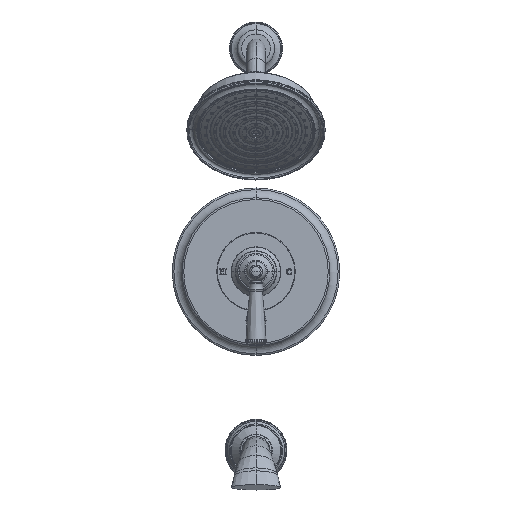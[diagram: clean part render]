
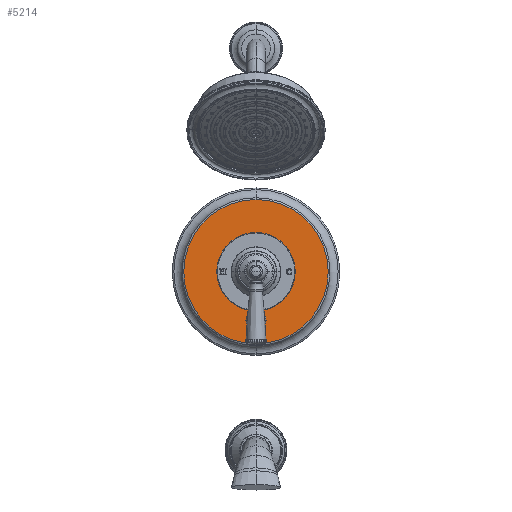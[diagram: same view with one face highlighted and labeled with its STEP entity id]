
A CAD part, top view. The second image highlights one B-rep face of the part: STEP entity #5214.
In plain terms, the highlighted planar face has unit normal (0, 0, 1).
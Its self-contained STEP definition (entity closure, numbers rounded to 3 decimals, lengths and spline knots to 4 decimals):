
#1563=CARTESIAN_POINT('',(0.,0.,0.625));
#1564=DIRECTION('',(0.,0.,1.));
#1565=DIRECTION('',(0.,-1.,0.));
#1566=AXIS2_PLACEMENT_3D('',#1563,#1564,#1565);
#1578=CARTESIAN_POINT('',(0.,0.,0.625));
#1579=DIRECTION('',(0.,0.,1.));
#1580=DIRECTION('',(0.,1.,0.));
#1581=AXIS2_PLACEMENT_3D('',#1578,#1579,#1580);
#1583=CARTESIAN_POINT('',(0.,0.,0.625));
#1584=DIRECTION('',(0.,0.,-1.));
#1585=DIRECTION('',(0.,1.,0.));
#1586=AXIS2_PLACEMENT_3D('',#1583,#1584,#1585);
#1588=CARTESIAN_POINT('',(0.,-2.17,0.625));
#1589=DIRECTION('',(0.,0.,1.));
#1590=DIRECTION('',(-1.,0.,0.));
#1591=AXIS2_PLACEMENT_3D('',#1588,#1589,#1590);
#1593=CARTESIAN_POINT('',(0.,-2.17,0.625));
#1594=DIRECTION('',(0.,0.,1.));
#1595=DIRECTION('',(1.,0.,0.));
#1596=AXIS2_PLACEMENT_3D('',#1593,#1594,#1595);
#1676=CARTESIAN_POINT('',(0.,0.,0.625));
#1677=DIRECTION('',(0.,0.,1.));
#1678=DIRECTION('',(0.,1.,0.));
#1679=AXIS2_PLACEMENT_3D('',#1676,#1677,#1678);
#3348=CARTESIAN_POINT('',(0.,3.233,0.625));
#3349=VERTEX_POINT('',#3348);
#3356=CARTESIAN_POINT('',(0.,-3.233,0.625));
#3357=VERTEX_POINT('',#3356);
#3358=CARTESIAN_POINT('',(0.,-1.757,0.625));
#3359=CARTESIAN_POINT('',(0.,1.757,0.625));
#3360=VERTEX_POINT('',#3358);
#3361=VERTEX_POINT('',#3359);
#3700=CARTESIAN_POINT('',(-0.236,-2.17,0.625));
#3701=CARTESIAN_POINT('',(0.236,-2.17,0.625));
#3702=VERTEX_POINT('',#3700);
#3703=VERTEX_POINT('',#3701);
#5192=CARTESIAN_POINT('',(0.,0.,0.625));
#5193=DIRECTION('',(0.,0.,-1.));
#5194=DIRECTION('',(0.,-1.,0.));
#5195=AXIS2_PLACEMENT_3D('',#5192,#5193,#5194);
#5196=PLANE('',#5195);
#5198=ORIENTED_EDGE('',*,*,#5197,.F.);
#5200=ORIENTED_EDGE('',*,*,#5199,.T.);
#5201=EDGE_LOOP('',(#5198,#5200));
#5202=FACE_OUTER_BOUND('',#5201,.F.);
#5203=ORIENTED_EDGE('',*,*,#5182,.T.);
#5205=ORIENTED_EDGE('',*,*,#5204,.T.);
#5206=EDGE_LOOP('',(#5203,#5205));
#5207=FACE_BOUND('',#5206,.F.);
#5209=ORIENTED_EDGE('',*,*,#5208,.T.);
#5211=ORIENTED_EDGE('',*,*,#5210,.T.);
#5212=EDGE_LOOP('',(#5209,#5211));
#5213=FACE_BOUND('',#5212,.F.);
#5214=ADVANCED_FACE('',(#5202,#5207,#5213),#5196,.F.);
#1567=CIRCLE('',#1566,1.757);
#1582=CIRCLE('',#1581,3.233);
#1587=CIRCLE('',#1586,3.233);
#1592=CIRCLE('',#1591,0.236);
#1597=CIRCLE('',#1596,0.236);
#1680=CIRCLE('',#1679,1.757);
#5182=EDGE_CURVE('',#3360,#3361,#1567,.T.);
#5197=EDGE_CURVE('',#3349,#3357,#1582,.T.);
#5199=EDGE_CURVE('',#3349,#3357,#1587,.T.);
#5204=EDGE_CURVE('',#3361,#3360,#1680,.T.);
#5208=EDGE_CURVE('',#3702,#3703,#1592,.T.);
#5210=EDGE_CURVE('',#3703,#3702,#1597,.T.);
